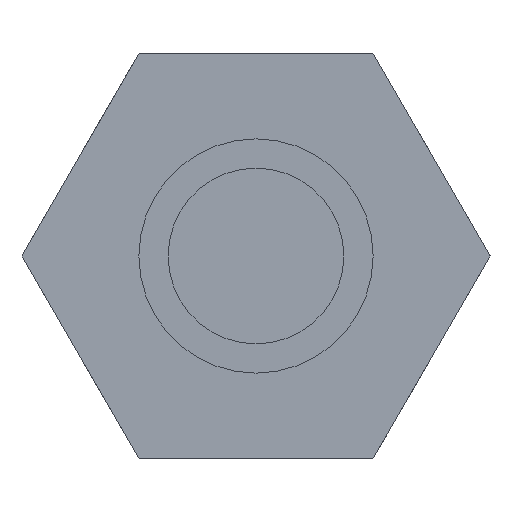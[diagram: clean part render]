
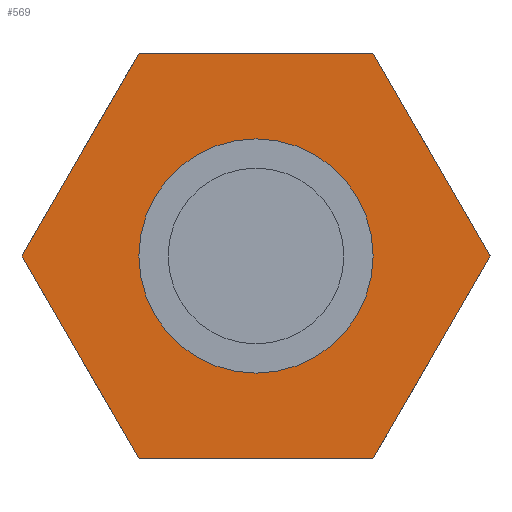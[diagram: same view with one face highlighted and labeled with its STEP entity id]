
A CAD part, front view. The second image highlights one B-rep face of the part: STEP entity #569.
In plain terms, the highlighted planar face has unit normal (0, -1, 0).
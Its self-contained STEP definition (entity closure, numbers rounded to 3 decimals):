
#3 = VECTOR ( 'NONE', #642, 1000. ) ;
#15 = ORIENTED_EDGE ( 'NONE', *, *, #24, .F. ) ;
#17 = VECTOR ( 'NONE', #550, 1000. ) ;
#19 = VECTOR ( 'NONE', #291, 1000. ) ;
#24 = EDGE_CURVE ( 'NONE', #115, #121, #568, .T. ) ;
#36 = DIRECTION ( 'NONE',  ( 0., 1., 0. ) ) ;
#39 = VECTOR ( 'NONE', #680, 1000. ) ;
#48 = CARTESIAN_POINT ( 'NONE',  ( 0., 0., 0. ) ) ;
#78 = DIRECTION ( 'NONE',  ( 0., 0., 1. ) ) ;
#89 = EDGE_LOOP ( 'NONE', ( #198, #144 ) ) ;
#115 = VERTEX_POINT ( 'NONE', #148 ) ;
#121 = VERTEX_POINT ( 'NONE', #353 ) ;
#144 = ORIENTED_EDGE ( 'NONE', *, *, #360, .F. ) ;
#148 = CARTESIAN_POINT ( 'NONE',  ( 2.597, 0., -4.499 ) ) ;
#151 = CARTESIAN_POINT ( 'NONE',  ( 0., 0., 2.6 ) ) ;
#169 = EDGE_CURVE ( 'NONE', #662, #646, #645, .T. ) ;
#185 = EDGE_CURVE ( 'NONE', #389, #216, #207, .T. ) ;
#188 = VECTOR ( 'NONE', #448, 1000. ) ;
#198 = ORIENTED_EDGE ( 'NONE', *, *, #695, .F. ) ;
#202 = ORIENTED_EDGE ( 'NONE', *, *, #565, .F. ) ;
#207 = LINE ( 'NONE', #606, #188 ) ;
#210 = DIRECTION ( 'NONE',  ( 0., 0., 1. ) ) ;
#216 = VERTEX_POINT ( 'NONE', #543 ) ;
#239 = CARTESIAN_POINT ( 'NONE',  ( -5.195, 0., 0. ) ) ;
#250 = PLANE ( 'NONE',  #681 ) ;
#268 = AXIS2_PLACEMENT_3D ( 'NONE', #623, #566, #567 ) ;
#278 = EDGE_LOOP ( 'NONE', ( #492, #342, #405, #202, #15, #542 ) ) ;
#280 = CIRCLE ( 'NONE', #488, 2.6 ) ;
#291 = DIRECTION ( 'NONE',  ( -1., 0., 0. ) ) ;
#312 = CIRCLE ( 'NONE', #268, 2.6 ) ;
#327 = CARTESIAN_POINT ( 'NONE',  ( 5.195, 0., 0. ) ) ;
#341 = DIRECTION ( 'NONE',  ( 0.5, 0., 0.866 ) ) ;
#342 = ORIENTED_EDGE ( 'NONE', *, *, #507, .F. ) ;
#347 = LINE ( 'NONE', #367, #39 ) ;
#348 = VERTEX_POINT ( 'NONE', #579 ) ;
#353 = CARTESIAN_POINT ( 'NONE',  ( -2.597, 0., -4.499 ) ) ;
#360 = EDGE_CURVE ( 'NONE', #348, #361, #280, .T. ) ;
#361 = VERTEX_POINT ( 'NONE', #151 ) ;
#367 = CARTESIAN_POINT ( 'NONE',  ( -2.597, 0., -4.499 ) ) ;
#373 = CARTESIAN_POINT ( 'NONE',  ( -2.598, 0., 4.499 ) ) ;
#377 = EDGE_CURVE ( 'NONE', #216, #115, #387, .T. ) ;
#387 = LINE ( 'NONE', #327, #3 ) ;
#389 = VERTEX_POINT ( 'NONE', #698 ) ;
#402 = CARTESIAN_POINT ( 'NONE',  ( 2.597, 0., -4.499 ) ) ;
#405 = ORIENTED_EDGE ( 'NONE', *, *, #169, .F. ) ;
#418 = CARTESIAN_POINT ( 'NONE',  ( 0., 0., 0. ) ) ;
#425 = DIRECTION ( 'NONE',  ( 0., -1., 0. ) ) ;
#448 = DIRECTION ( 'NONE',  ( 0.5, 0., -0.866 ) ) ;
#488 = AXIS2_PLACEMENT_3D ( 'NONE', #48, #425, #210 ) ;
#492 = ORIENTED_EDGE ( 'NONE', *, *, #185, .F. ) ;
#501 = CARTESIAN_POINT ( 'NONE',  ( -2.598, 0., 4.499 ) ) ;
#505 = FACE_OUTER_BOUND ( 'NONE', #278, .T. ) ;
#507 = EDGE_CURVE ( 'NONE', #646, #389, #600, .T. ) ;
#542 = ORIENTED_EDGE ( 'NONE', *, *, #377, .F. ) ;
#543 = CARTESIAN_POINT ( 'NONE',  ( 5.195, 0., 0. ) ) ;
#550 = DIRECTION ( 'NONE',  ( 1., 0., 0. ) ) ;
#565 = EDGE_CURVE ( 'NONE', #121, #662, #347, .T. ) ;
#566 = DIRECTION ( 'NONE',  ( 0., -1., 0. ) ) ;
#567 = DIRECTION ( 'NONE',  ( 0., 0., 1. ) ) ;
#568 = LINE ( 'NONE', #402, #19 ) ;
#569 = ADVANCED_FACE ( 'NONE', ( #648, #505 ), #250, .F. ) ;
#579 = CARTESIAN_POINT ( 'NONE',  ( 0., 0., -2.6 ) ) ;
#600 = LINE ( 'NONE', #501, #17 ) ;
#606 = CARTESIAN_POINT ( 'NONE',  ( 2.597, 0., 4.499 ) ) ;
#623 = CARTESIAN_POINT ( 'NONE',  ( 0., 0., 0. ) ) ;
#642 = DIRECTION ( 'NONE',  ( -0.5, 0., -0.866 ) ) ;
#645 = LINE ( 'NONE', #656, #657 ) ;
#646 = VERTEX_POINT ( 'NONE', #373 ) ;
#648 = FACE_BOUND ( 'NONE', #89, .T. ) ;
#656 = CARTESIAN_POINT ( 'NONE',  ( -5.195, 0., 0. ) ) ;
#657 = VECTOR ( 'NONE', #341, 1000. ) ;
#662 = VERTEX_POINT ( 'NONE', #239 ) ;
#680 = DIRECTION ( 'NONE',  ( -0.5, 0., 0.866 ) ) ;
#681 = AXIS2_PLACEMENT_3D ( 'NONE', #418, #36, #78 ) ;
#695 = EDGE_CURVE ( 'NONE', #361, #348, #312, .T. ) ;
#698 = CARTESIAN_POINT ( 'NONE',  ( 2.597, 0., 4.499 ) ) ;
